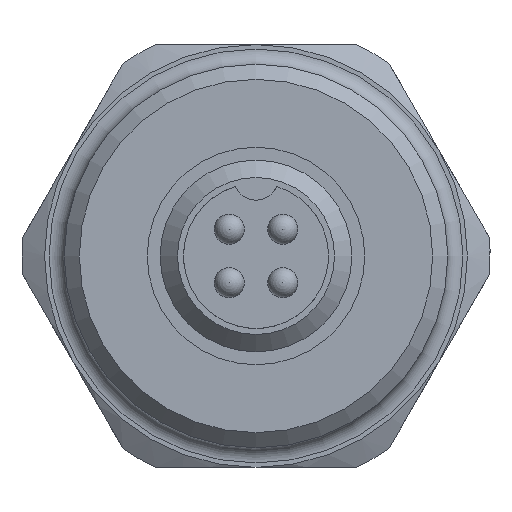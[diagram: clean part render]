
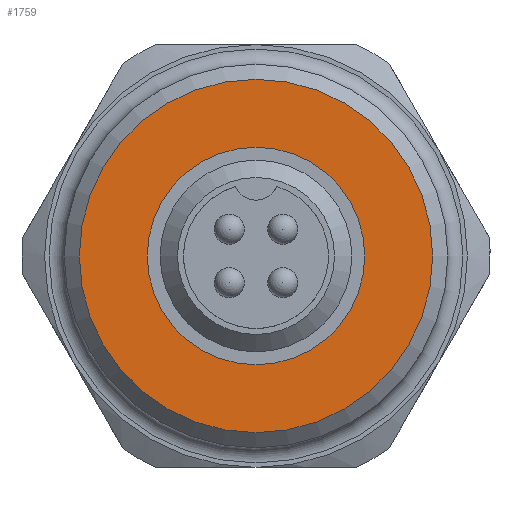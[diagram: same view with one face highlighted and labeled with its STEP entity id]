
A CAD part, front view. The second image highlights one B-rep face of the part: STEP entity #1759.
In plain terms, the highlighted planar face has unit normal (0, -1, 0).
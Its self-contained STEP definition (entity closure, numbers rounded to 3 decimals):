
#54 = PLANE ( 'NONE',  #2735 ) ;
#118 = ORIENTED_EDGE ( 'NONE', *, *, #2607, .T. ) ;
#323 = EDGE_CURVE ( 'NONE', #1690, #1690, #2290, .T. ) ;
#387 = FACE_OUTER_BOUND ( 'NONE', #2293, .T. ) ;
#409 = AXIS2_PLACEMENT_3D ( 'NONE', #2384, #620, #1273 ) ;
#453 = CARTESIAN_POINT ( 'NONE',  ( 0., -25.3, 0. ) ) ;
#620 = DIRECTION ( 'NONE',  ( 0., -1., 0. ) ) ;
#789 = CARTESIAN_POINT ( 'NONE',  ( 0., -25.3, -3.55 ) ) ;
#849 = ORIENTED_EDGE ( 'NONE', *, *, #323, .F. ) ;
#861 = CARTESIAN_POINT ( 'NONE',  ( -3.55, -25.3, 0. ) ) ;
#996 = VERTEX_POINT ( 'NONE', #2285 ) ;
#1102 = FACE_BOUND ( 'NONE', #2457, .T. ) ;
#1273 = DIRECTION ( 'NONE',  ( 0., 0., -1. ) ) ;
#1539 = DIRECTION ( 'NONE',  ( 0., 0., 1. ) ) ;
#1684 = DIRECTION ( 'NONE',  ( 0., 1., 0. ) ) ;
#1690 = VERTEX_POINT ( 'NONE', #789 ) ;
#1759 = ADVANCED_FACE ( 'NONE', ( #1102, #387 ), #54, .F. ) ;
#2160 = DIRECTION ( 'NONE',  ( 0., -1., 0. ) ) ;
#2285 = CARTESIAN_POINT ( 'NONE',  ( 0., -25.3, -5.85 ) ) ;
#2290 = CIRCLE ( 'NONE', #2842, 3.55 ) ;
#2293 = EDGE_LOOP ( 'NONE', ( #118 ) ) ;
#2309 = DIRECTION ( 'NONE',  ( 0., 0., -1. ) ) ;
#2384 = CARTESIAN_POINT ( 'NONE',  ( 0., -25.3, 0. ) ) ;
#2457 = EDGE_LOOP ( 'NONE', ( #849 ) ) ;
#2607 = EDGE_CURVE ( 'NONE', #996, #996, #3007, .T. ) ;
#2735 = AXIS2_PLACEMENT_3D ( 'NONE', #861, #1684, #1539 ) ;
#2842 = AXIS2_PLACEMENT_3D ( 'NONE', #453, #2160, #2309 ) ;
#3007 = CIRCLE ( 'NONE', #409, 5.85 ) ;
